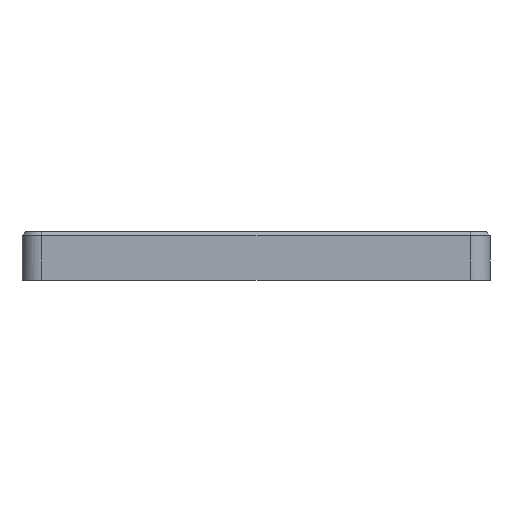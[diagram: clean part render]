
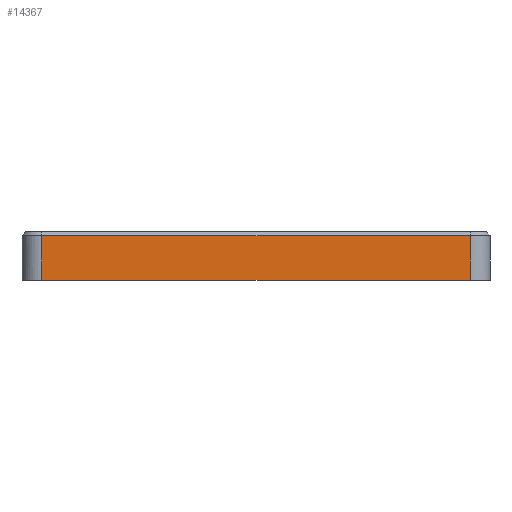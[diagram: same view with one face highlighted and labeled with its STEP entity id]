
A CAD part, left-side view. The second image highlights one B-rep face of the part: STEP entity #14367.
In plain terms, the highlighted free-form (B-spline) face has degree [1, 1] with [2, 2] control points.
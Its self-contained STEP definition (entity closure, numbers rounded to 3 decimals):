
#14367 = ADVANCED_FACE('',(#14368),#14398,.T.);
#14368 = FACE_BOUND('',#14369,.T.);
#14369 = EDGE_LOOP('',(#14370,#14379,#14386,#14393));
#14370 = ORIENTED_EDGE('',*,*,#14371,.T.);
#14371 = EDGE_CURVE('',#14372,#14374,#14376,.T.);
#14372 = VERTEX_POINT('',#14373);
#14373 = CARTESIAN_POINT('',(-274.031,-125.597,0.));
#14374 = VERTEX_POINT('',#14375);
#14375 = CARTESIAN_POINT('',(-274.031,125.597,0.));
#14376 = B_SPLINE_CURVE_WITH_KNOTS('',1,(#14377,#14378),.UNSPECIFIED.,
  .F.,.F.,(2,2),(0.,279.4),.PIECEWISE_BEZIER_KNOTS.);
#14377 = CARTESIAN_POINT('',(-274.031,-125.597,0.));
#14378 = CARTESIAN_POINT('',(-274.031,125.597,0.));
#14379 = ORIENTED_EDGE('',*,*,#14380,.T.);
#14380 = EDGE_CURVE('',#14374,#14381,#14383,.T.);
#14381 = VERTEX_POINT('',#14382);
#14382 = CARTESIAN_POINT('',(-274.031,125.597,
    26.261));
#14383 = B_SPLINE_CURVE_WITH_KNOTS('',1,(#14384,#14385),.UNSPECIFIED.,
  .F.,.F.,(2,2),(0.,29.21),.PIECEWISE_BEZIER_KNOTS.);
#14384 = CARTESIAN_POINT('',(-274.031,125.597,0.));
#14385 = CARTESIAN_POINT('',(-274.031,125.597,
    26.261));
#14386 = ORIENTED_EDGE('',*,*,#14387,.T.);
#14387 = EDGE_CURVE('',#14381,#14388,#14390,.T.);
#14388 = VERTEX_POINT('',#14389);
#14389 = CARTESIAN_POINT('',(-274.031,-125.597,
    26.261));
#14390 = B_SPLINE_CURVE_WITH_KNOTS('',1,(#14391,#14392),.UNSPECIFIED.,
  .F.,.F.,(2,2),(0.,279.4),.PIECEWISE_BEZIER_KNOTS.);
#14391 = CARTESIAN_POINT('',(-274.031,125.597,
    26.261));
#14392 = CARTESIAN_POINT('',(-274.031,-125.597,
    26.261));
#14393 = ORIENTED_EDGE('',*,*,#14394,.T.);
#14394 = EDGE_CURVE('',#14388,#14372,#14395,.T.);
#14395 = B_SPLINE_CURVE_WITH_KNOTS('',1,(#14396,#14397),.UNSPECIFIED.,
  .F.,.F.,(2,2),(0.,29.21),.PIECEWISE_BEZIER_KNOTS.);
#14396 = CARTESIAN_POINT('',(-274.031,-125.597,
    26.261));
#14397 = CARTESIAN_POINT('',(-274.031,-125.597,0.));
#14398 = B_SPLINE_SURFACE_WITH_KNOTS('',1,1,(
    (#14399,#14400)
    ,(#14401,#14402
    )),.UNSPECIFIED.,.F.,.F.,.F.,(2,2),(2,2),(0.,1.),(0.,1.),
  .PIECEWISE_BEZIER_KNOTS.);
#14399 = CARTESIAN_POINT('',(-274.031,-125.597,0.));
#14400 = CARTESIAN_POINT('',(-274.031,-125.597,
    26.261));
#14401 = CARTESIAN_POINT('',(-274.031,125.597,0.));
#14402 = CARTESIAN_POINT('',(-274.031,125.597,
    26.261));
